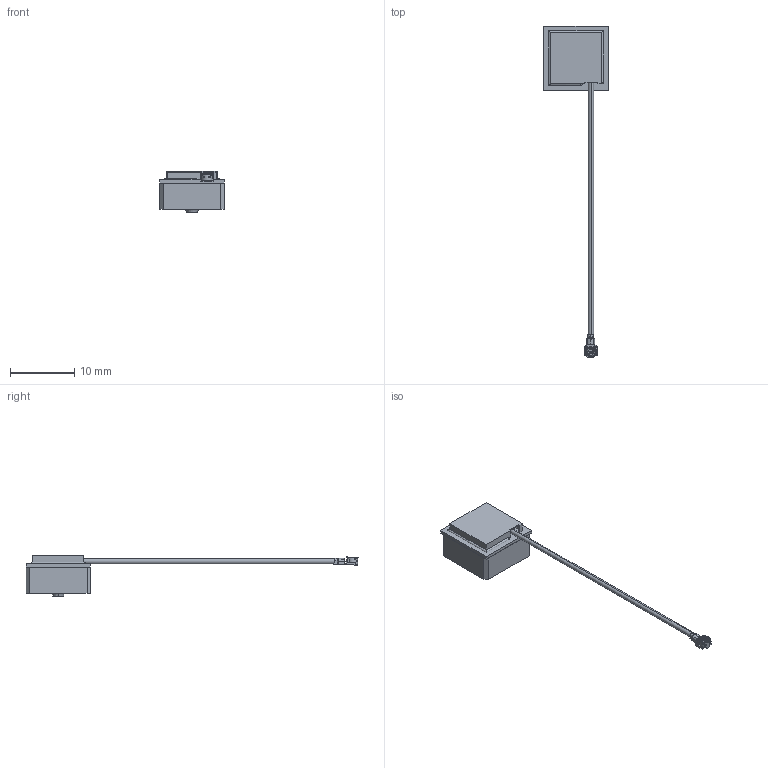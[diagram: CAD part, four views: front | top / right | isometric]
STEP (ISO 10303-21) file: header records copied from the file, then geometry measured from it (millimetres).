
FILE_DESCRIPTION(('Creo Elements/Direct Modeling STEP Export'),'2;1');
FILE_NAME('AP 10F(1).STEP','2017-06-05T14:25:10',(''),(''),'Creo Elements/Direct Modeling STEP processor for AP214 (Solid Model)','Creo Elements/Direct Modeling 18.1E 22-Nov-2013 (C) Parametric Technology GmbH','');
FILE_SCHEMA(('AUTOMOTIVE_DESIGN { 1 0 10303 214 1 1 1 1 }'));
Length unit declared in the file: millimetre
Products named in the file (9): _S__13_AP_10F.PRT; AP_10F_PATCH.PRT; AP_10F_SHIELDING_CASE.PRT; AP_10F_081_CABLE.PRT; AP_10F_PCB.PRT; AP_10F.ASM; AP_10F_1_.STEP; p4; I-PEX.3x3___
Assembly tree (7 placements, depth 3):
  AP_10F_1_.STEP
    AP_10F.ASM
      AP_10F_PCB.PRT
      AP_10F_081_CABLE.PRT
      AP_10F_SHIELDING_CASE.PRT
      AP_10F_PATCH.PRT
      _S__13_AP_10F.PRT
  I-PEX.3x3___
    p4
Bounding box: 10 x 51.69 x 6.4 mm (x, y, z)
Volume: 510.3 mm3; surface area: 980.6 mm2
Topology: 6 solids, 6 shells, 235 faces, 631 edges, 411 vertices
Faces by surface type: plane 151, cylinder 72, torus 8, cone 2, sphere 2
Entity records: 8071 total; most frequent: CARTESIAN_POINT 1955, ORIENTED_EDGE 1274, DIRECTION 1174, EDGE_CURVE 627, VECTOR 418, LINE 418, VERTEX_POINT 411, AXIS2_PLACEMENT_3D 378
